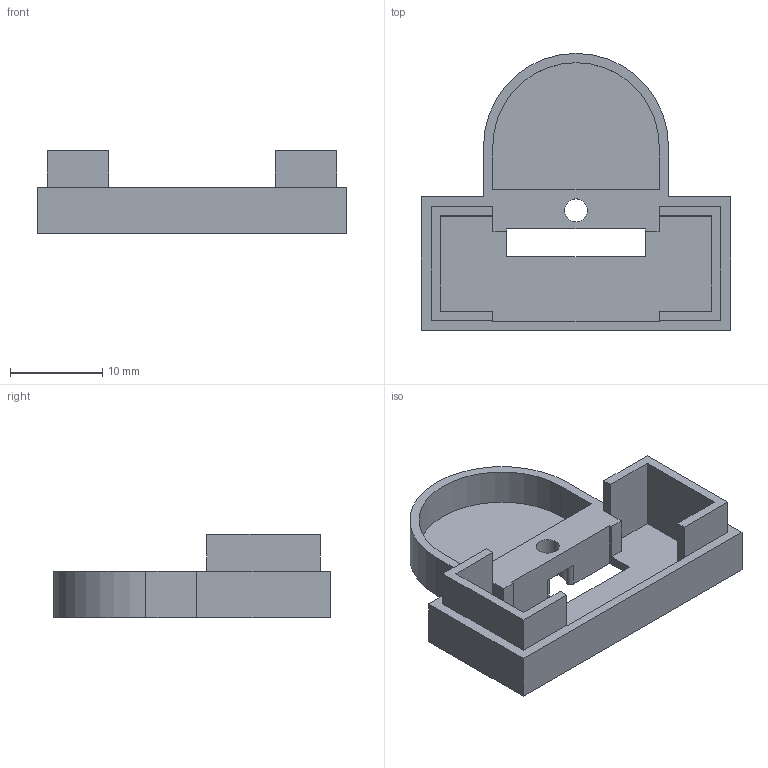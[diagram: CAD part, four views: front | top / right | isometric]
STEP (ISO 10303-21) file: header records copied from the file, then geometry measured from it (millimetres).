
FILE_DESCRIPTION(/* description */ (''),/* implementation_level */ '2;1');
FILE_NAME(/* name */ 'glove_box_blank_usb_aux_cover.stp',/* time_stamp */ '2021-09-01T21:03:16-07:00',/* author */ ('Andrew'),/* organization */ (''),/* preprocessor_version */ 'ST-DEVELOPER v18.1',/* originating_system */ 'Autodesk Inventor 2021',/* authorisation */ '');
FILE_SCHEMA (('AUTOMOTIVE_DESIGN { 1 0 10303 214 3 1 1 }'));
Length unit declared in the file: millimetre
Products named in the file (1): glove_box_blank_usb_aux
Bounding box: 33.5 x 30 x 9 mm (x, y, z)
Volume: 1828.9 mm3; surface area: 3028.7 mm2
Topology: 1 solids, 1 shells, 48 faces, 135 edges, 90 vertices
Faces by surface type: plane 42, cylinder 6
Full cylindrical faces by diameter (mm): 2.5 x1
Entity records: 1582 total; most frequent: CARTESIAN_POINT 274, ORIENTED_EDGE 270, DIRECTION 247, EDGE_CURVE 135, LINE 121, VECTOR 121, VERTEX_POINT 90, AXIS2_PLACEMENT_3D 63
